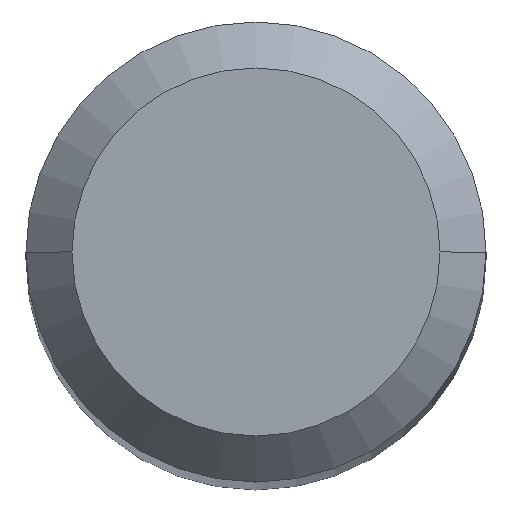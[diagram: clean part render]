
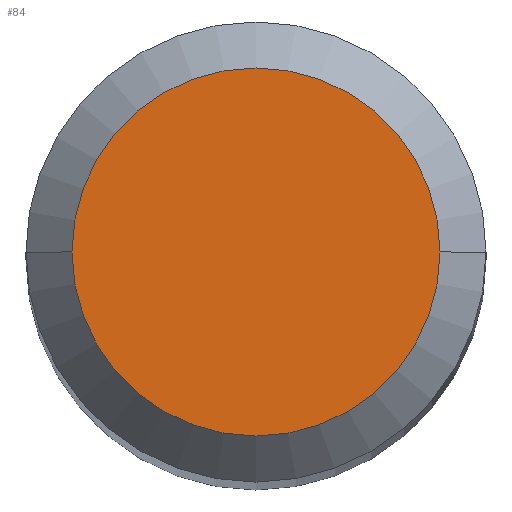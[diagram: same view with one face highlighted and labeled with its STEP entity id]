
A CAD part, top view. The second image highlights one B-rep face of the part: STEP entity #84.
In plain terms, the highlighted planar face has unit normal (0, 0, 1).
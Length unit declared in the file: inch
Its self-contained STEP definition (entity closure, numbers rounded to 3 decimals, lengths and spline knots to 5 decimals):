
#14 = ORIENTED_EDGE ( 'NONE', *, *, #95, .T. ) ;
#36 = DIRECTION ( 'NONE',  ( 1., 0., 0. ) ) ;
#56 = AXIS2_PLACEMENT_3D ( 'NONE', #115, #146, #75 ) ;
#75 = DIRECTION ( 'NONE',  ( -1., 0., 0. ) ) ;
#79 = FACE_OUTER_BOUND ( 'NONE', #270, .T. ) ;
#84 = ADVANCED_FACE ( 'NONE', ( #79 ), #449, .F. ) ;
#95 = EDGE_CURVE ( 'NONE', #287, #331, #477, .T. ) ;
#115 = CARTESIAN_POINT ( 'NONE',  ( 0., 0., 0. ) ) ;
#139 = CIRCLE ( 'NONE', #260, 0.063 ) ;
#146 = DIRECTION ( 'NONE',  ( 0., 0., -1. ) ) ;
#203 = CARTESIAN_POINT ( 'NONE',  ( -0.063, 0., 0. ) ) ;
#216 = ORIENTED_EDGE ( 'NONE', *, *, #353, .T. ) ;
#222 = CARTESIAN_POINT ( 'NONE',  ( 0., 0., 0. ) ) ;
#260 = AXIS2_PLACEMENT_3D ( 'NONE', #271, #356, #390 ) ;
#270 = EDGE_LOOP ( 'NONE', ( #216, #14 ) ) ;
#271 = CARTESIAN_POINT ( 'NONE',  ( 0., 0., 0. ) ) ;
#287 = VERTEX_POINT ( 'NONE', #402 ) ;
#329 = AXIS2_PLACEMENT_3D ( 'NONE', #222, #372, #36 ) ;
#331 = VERTEX_POINT ( 'NONE', #203 ) ;
#353 = EDGE_CURVE ( 'NONE', #331, #287, #139, .T. ) ;
#356 = DIRECTION ( 'NONE',  ( 0., 0., 1. ) ) ;
#372 = DIRECTION ( 'NONE',  ( 0., 0., 1. ) ) ;
#390 = DIRECTION ( 'NONE',  ( 1., 0., 0. ) ) ;
#402 = CARTESIAN_POINT ( 'NONE',  ( 0.063, 0., 0. ) ) ;
#449 = PLANE ( 'NONE',  #56 ) ;
#477 = CIRCLE ( 'NONE', #329, 0.063 ) ;
